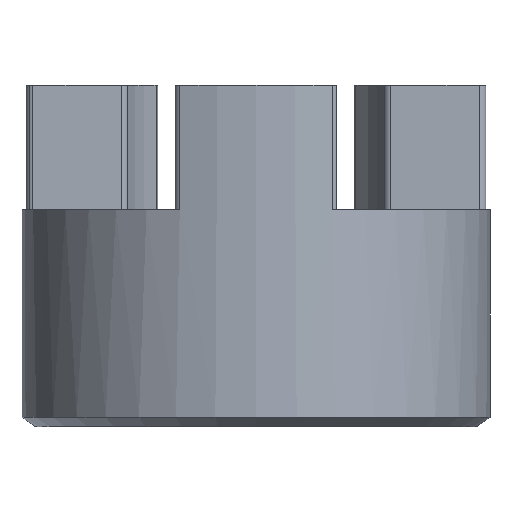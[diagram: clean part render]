
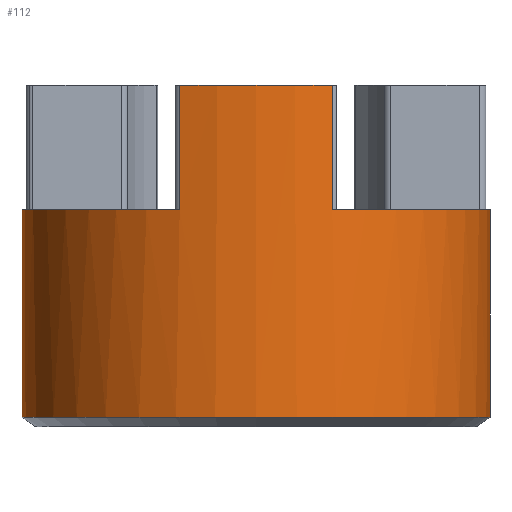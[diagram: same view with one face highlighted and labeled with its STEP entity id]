
A CAD part, front view. The second image highlights one B-rep face of the part: STEP entity #112.
In plain terms, the highlighted cylindrical face has radius 22.225 mm (diameter 44.45 mm), a partial arc.
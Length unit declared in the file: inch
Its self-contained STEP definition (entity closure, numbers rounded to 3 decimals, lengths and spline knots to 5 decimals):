
#112 = ADVANCED_FACE ( 'NONE', ( #912 ), #916, .T. ) ;
#134 = CARTESIAN_POINT ( 'NONE',  ( 0.875, 0., -1.0625 ) ) ;
#208 = DIRECTION ( 'NONE',  ( 0., 0., 1. ) ) ;
#253 = CARTESIAN_POINT ( 'NONE',  ( 0., 0., -0.25 ) ) ;
#269 = AXIS2_PLACEMENT_3D ( 'NONE', #1920, #1937, #1970 ) ;
#288 = DIRECTION ( 'NONE',  ( 0., 0., 1. ) ) ;
#295 = DIRECTION ( 'NONE',  ( 1., 0., 0. ) ) ;
#500 = VERTEX_POINT ( 'NONE', #1842 ) ;
#509 = VERTEX_POINT ( 'NONE', #1848 ) ;
#510 = VERTEX_POINT ( 'NONE', #1833 ) ;
#522 = VERTEX_POINT ( 'NONE', #1834 ) ;
#558 = VERTEX_POINT ( 'NONE', #1946 ) ;
#561 = VERTEX_POINT ( 'NONE', #1941 ) ;
#610 = VERTEX_POINT ( 'NONE', #1919 ) ;
#611 = VERTEX_POINT ( 'NONE', #1915 ) ;
#641 = ORIENTED_EDGE ( 'NONE', *, *, #1413, .F. ) ;
#642 = ORIENTED_EDGE ( 'NONE', *, *, #1365, .T. ) ;
#643 = ORIENTED_EDGE ( 'NONE', *, *, #1468, .F. ) ;
#644 = ORIENTED_EDGE ( 'NONE', *, *, #1336, .T. ) ;
#645 = ORIENTED_EDGE ( 'NONE', *, *, #1384, .F. ) ;
#646 = ORIENTED_EDGE ( 'NONE', *, *, #1425, .T. ) ;
#647 = ORIENTED_EDGE ( 'NONE', *, *, #1388, .T. ) ;
#648 = ORIENTED_EDGE ( 'NONE', *, *, #1465, .F. ) ;
#774 = EDGE_LOOP ( 'NONE', ( #648, #647, #646, #645, #644, #643, #642, #641 ) ) ;
#912 = FACE_OUTER_BOUND ( 'NONE', #774, .T. ) ;
#916 = CYLINDRICAL_SURFACE ( 'NONE', #269, 0.875 ) ;
#944 = LINE ( 'NONE', #2263, #946 ) ;
#946 = VECTOR ( 'NONE', #2267, 39.37008 ) ;
#988 = LINE ( 'NONE', #1651, #991 ) ;
#991 = VECTOR ( 'NONE', #1647, 39.37008 ) ;
#1017 = CIRCLE ( 'NONE', #1745, 0.875 ) ;
#1020 = CIRCLE ( 'NONE', #1749, 0.875 ) ;
#1054 = CIRCLE ( 'NONE', #1763, 0.875 ) ;
#1071 = LINE ( 'NONE', #134, #1072 ) ;
#1072 = VECTOR ( 'NONE', #208, 39.37008 ) ;
#1131 = LINE ( 'NONE', #1627, #1133 ) ;
#1133 = VECTOR ( 'NONE', #1606, 39.37008 ) ;
#1136 = CIRCLE ( 'NONE', #1789, 0.875 ) ;
#1183 = DIRECTION ( 'NONE',  ( 0., 0., 1. ) ) ;
#1206 = DIRECTION ( 'NONE',  ( 1., 0., 0. ) ) ;
#1207 = DIRECTION ( 'NONE',  ( 0., 0., 1. ) ) ;
#1209 = CARTESIAN_POINT ( 'NONE',  ( 0., 0., -1.0275 ) ) ;
#1217 = DIRECTION ( 'NONE',  ( 1., 0., 0. ) ) ;
#1221 = CARTESIAN_POINT ( 'NONE',  ( 0., 0., -0.25 ) ) ;
#1336 = EDGE_CURVE ( 'NONE', #610, #522, #944, .T. ) ;
#1365 = EDGE_CURVE ( 'NONE', #611, #558, #988, .T. ) ;
#1384 = EDGE_CURVE ( 'NONE', #610, #500, #1017, .T. ) ;
#1388 = EDGE_CURVE ( 'NONE', #509, #510, #1020, .T. ) ;
#1413 = EDGE_CURVE ( 'NONE', #561, #558, #1054, .T. ) ;
#1425 = EDGE_CURVE ( 'NONE', #510, #500, #1071, .T. ) ;
#1465 = EDGE_CURVE ( 'NONE', #509, #561, #1131, .T. ) ;
#1468 = EDGE_CURVE ( 'NONE', #611, #522, #1136, .T. ) ;
#1597 = DIRECTION ( 'NONE',  ( 1., 0., 0. ) ) ;
#1606 = DIRECTION ( 'NONE',  ( 0., 0., 1. ) ) ;
#1614 = DIRECTION ( 'NONE',  ( 0., 0., 1. ) ) ;
#1627 = CARTESIAN_POINT ( 'NONE',  ( -0.875, 0., -1.0625 ) ) ;
#1633 = CARTESIAN_POINT ( 'NONE',  ( 0., 0., 0.215 ) ) ;
#1647 = DIRECTION ( 'NONE',  ( 0., 0., -1. ) ) ;
#1651 = CARTESIAN_POINT ( 'NONE',  ( -0.28533, -0.82717, -1.0625 ) ) ;
#1745 = AXIS2_PLACEMENT_3D ( 'NONE', #1221, #1183, #1217 ) ;
#1749 = AXIS2_PLACEMENT_3D ( 'NONE', #1209, #1207, #1206 ) ;
#1763 = AXIS2_PLACEMENT_3D ( 'NONE', #253, #288, #295 ) ;
#1789 = AXIS2_PLACEMENT_3D ( 'NONE', #1633, #1614, #1597 ) ;
#1833 = CARTESIAN_POINT ( 'NONE',  ( 0.875, 0., -1.0275 ) ) ;
#1834 = CARTESIAN_POINT ( 'NONE',  ( 0.28533, -0.82717, 0.215 ) ) ;
#1842 = CARTESIAN_POINT ( 'NONE',  ( 0.875, 0., -0.25 ) ) ;
#1848 = CARTESIAN_POINT ( 'NONE',  ( -0.875, 0., -1.0275 ) ) ;
#1915 = CARTESIAN_POINT ( 'NONE',  ( -0.28533, -0.82717, 0.215 ) ) ;
#1919 = CARTESIAN_POINT ( 'NONE',  ( 0.28533, -0.82717, -0.25 ) ) ;
#1920 = CARTESIAN_POINT ( 'NONE',  ( 0., 0., -1.0625 ) ) ;
#1937 = DIRECTION ( 'NONE',  ( 0., 0., 1. ) ) ;
#1941 = CARTESIAN_POINT ( 'NONE',  ( -0.875, 0., -0.25 ) ) ;
#1946 = CARTESIAN_POINT ( 'NONE',  ( -0.28533, -0.82717, -0.25 ) ) ;
#1970 = DIRECTION ( 'NONE',  ( 1., 0., 0. ) ) ;
#2263 = CARTESIAN_POINT ( 'NONE',  ( 0.28533, -0.82717, -1.0625 ) ) ;
#2267 = DIRECTION ( 'NONE',  ( 0., 0., 1. ) ) ;
